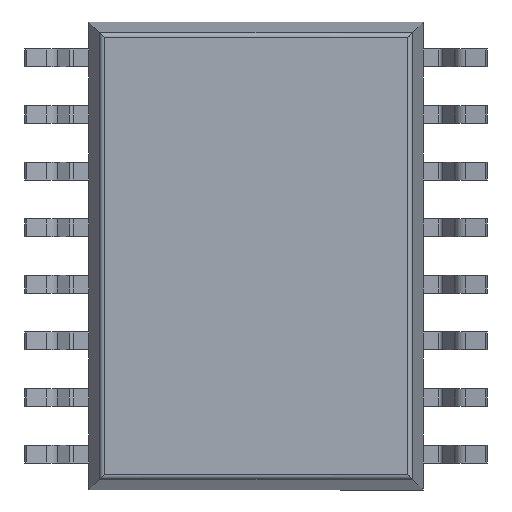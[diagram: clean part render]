
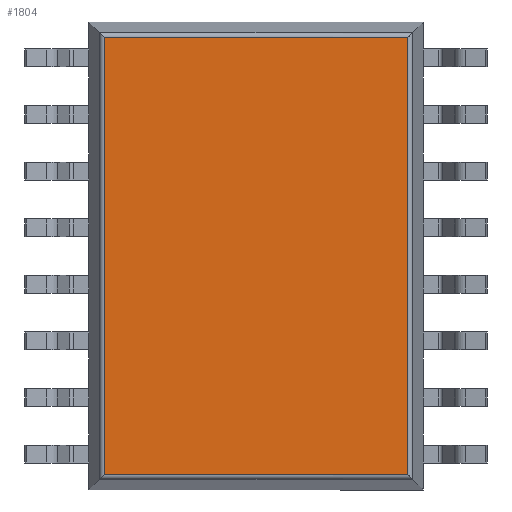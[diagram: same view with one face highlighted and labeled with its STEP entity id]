
A CAD part, front view. The second image highlights one B-rep face of the part: STEP entity #1804.
In plain terms, the highlighted planar face has unit normal (0, -1, 0).
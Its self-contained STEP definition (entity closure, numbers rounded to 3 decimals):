
#1794 = ORIENTED_EDGE ( 'NONE', *, *, #1811, .T. ) ;
#1797 = VERTEX_POINT ( 'NONE', #7495 ) ;
#1798 = ORIENTED_EDGE ( 'NONE', *, *, #1802, .T. ) ;
#1799 = VERTEX_POINT ( 'NONE', #7494 ) ;
#1802 = EDGE_CURVE ( 'NONE', #1803, #1799, #7492, .T. ) ;
#1803 = VERTEX_POINT ( 'NONE', #7488 ) ;
#1804 = ADVANCED_FACE ( 'NONE', ( #7487 ), #7531, .T. ) ;
#1805 = EDGE_LOOP ( 'NONE', ( #1798, #1808, #1809, #1794 ) ) ;
#1808 = ORIENTED_EDGE ( 'NONE', *, *, #1813, .T. ) ;
#1809 = ORIENTED_EDGE ( 'NONE', *, *, #1810, .T. ) ;
#1810 = EDGE_CURVE ( 'NONE', #1814, #1797, #7518, .T. ) ;
#1811 = EDGE_CURVE ( 'NONE', #1797, #1803, #7514, .T. ) ;
#1813 = EDGE_CURVE ( 'NONE', #1799, #1814, #7510, .T. ) ;
#1814 = VERTEX_POINT ( 'NONE', #7565 ) ;
#7487 = FACE_OUTER_BOUND ( 'NONE', #1805, .T. ) ;
#7488 = CARTESIAN_POINT ( 'NONE',  ( -3.41, 0.15, 4.91 ) ) ;
#7489 = DIRECTION ( 'NONE',  ( 0., 0., -1. ) ) ;
#7490 = VECTOR ( 'NONE', #7489, 1000. ) ;
#7491 = CARTESIAN_POINT ( 'NONE',  ( -3.41, 0.15, -5.25 ) ) ;
#7492 = LINE ( 'NONE', #7491, #7490 ) ;
#7494 = CARTESIAN_POINT ( 'NONE',  ( -3.41, 0.15, -4.91 ) ) ;
#7495 = CARTESIAN_POINT ( 'NONE',  ( 3.41, 0.15, 4.91 ) ) ;
#7507 = DIRECTION ( 'NONE',  ( 1., 0., 0. ) ) ;
#7508 = VECTOR ( 'NONE', #7507, 1000. ) ;
#7509 = CARTESIAN_POINT ( 'NONE',  ( -3.75, 0.15, -4.91 ) ) ;
#7510 = LINE ( 'NONE', #7509, #7508 ) ;
#7511 = DIRECTION ( 'NONE',  ( -1., 0., 0. ) ) ;
#7512 = VECTOR ( 'NONE', #7511, 1000. ) ;
#7513 = CARTESIAN_POINT ( 'NONE',  ( -3.75, 0.15, 4.91 ) ) ;
#7514 = LINE ( 'NONE', #7513, #7512 ) ;
#7515 = DIRECTION ( 'NONE',  ( 0., 0., 1. ) ) ;
#7516 = VECTOR ( 'NONE', #7515, 1000. ) ;
#7517 = CARTESIAN_POINT ( 'NONE',  ( 3.41, 0.15, -5.25 ) ) ;
#7518 = LINE ( 'NONE', #7517, #7516 ) ;
#7527 = DIRECTION ( 'NONE',  ( 0., 0., -1. ) ) ;
#7528 = DIRECTION ( 'NONE',  ( 0., -1., 0. ) ) ;
#7529 = CARTESIAN_POINT ( 'NONE',  ( -3.75, 0.15, -5.25 ) ) ;
#7530 = AXIS2_PLACEMENT_3D ( 'NONE', #7529, #7528, #7527 ) ;
#7531 = PLANE ( 'NONE',  #7530 ) ;
#7565 = CARTESIAN_POINT ( 'NONE',  ( 3.41, 0.15, -4.91 ) ) ;
